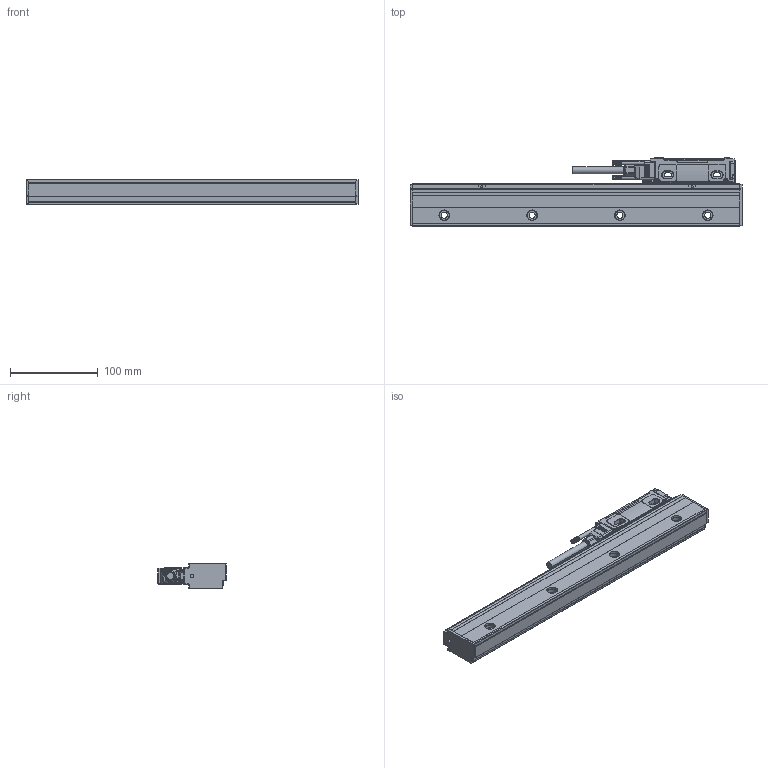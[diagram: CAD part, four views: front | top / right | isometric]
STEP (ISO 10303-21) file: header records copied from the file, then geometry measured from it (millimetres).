
FILE_DESCRIPTION(('CATIA V5 STEP'),'2;1');
FILE_NAME('SR84_SR85_X_R_024_V1.stp','2018-11-30T04:31:04+00:00',('none'),('none'),'CATIA Version 5 Release 19 SP 6 (IN-10)','CATIA V5 STEP AP214','none');
FILE_SCHEMA(('AUTOMOTIVE_DESIGN { 1 0 10303 214 1 1 1 1 }'));
Products named in the file (3): SR87_R_024; SR87_head_R; SR87-024_S
Assembly tree (2 placements, depth 2):
  SR87_R_024
    SR87_head_R
    SR87-024_S
Bounding box: 378 x 78 x 29 mm (x, y, z)
Volume: 521162.8 mm3; surface area: 95665.5 mm2
Topology: 2 solids, 20 shells, 2797 faces, 7174 edges, 4303 vertices
Faces by surface type: plane 1430, cylinder 851, cone 178, torus 177, sphere 107, bspline 54
Entity records: 83747 total; most frequent: CARTESIAN_POINT 21597, ORIENTED_EDGE 14096, DIRECTION 10397, EDGE_CURVE 7048, VERTEX_POINT 4303, AXIS2_PLACEMENT_3D 4136, VECTOR 4087, LINE 4087
